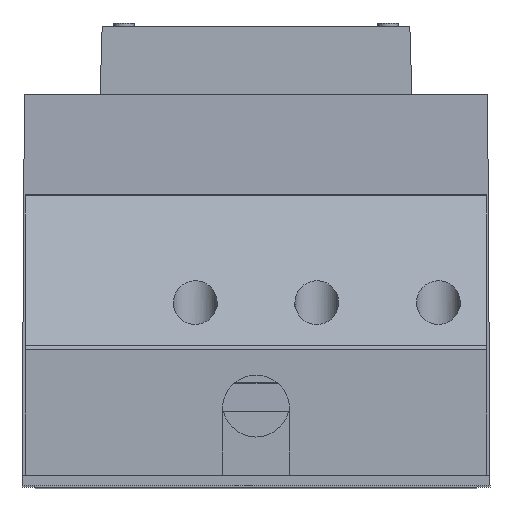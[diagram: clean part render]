
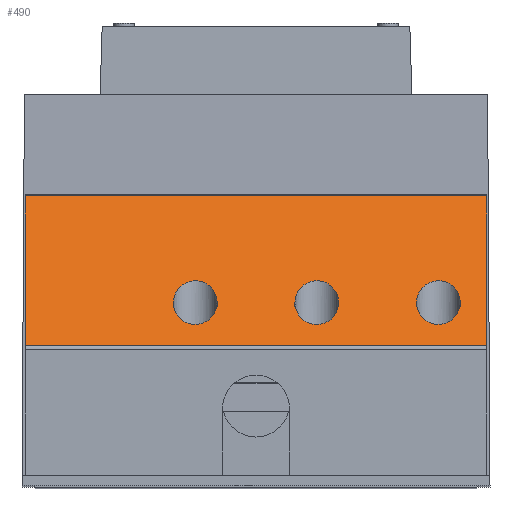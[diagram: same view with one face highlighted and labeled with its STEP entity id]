
A CAD part, top view. The second image highlights one B-rep face of the part: STEP entity #490.
In plain terms, the highlighted planar face has unit normal (0, 0.707, 0.707).
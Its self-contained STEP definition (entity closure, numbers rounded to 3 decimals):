
#2 = CARTESIAN_POINT ( 'NONE',  ( -6.4, -9.921, 67.792 ) ) ;
#316 =( BOUNDED_CURVE ( )  B_SPLINE_CURVE ( 3, ( #1814, #3696, #5821, #11434 ),
 .UNSPECIFIED., .F., .F. ) 
 B_SPLINE_CURVE_WITH_KNOTS ( ( 4, 4 ),
 ( 1.571, 4.712 ),
 .UNSPECIFIED. ) 
 CURVE ( )  GEOMETRIC_REPRESENTATION_ITEM ( )  RATIONAL_B_SPLINE_CURVE ( ( 1., 0.333, 0.333, 1. ) ) 
 REPRESENTATION_ITEM ( '' )  );
#336 = CARTESIAN_POINT ( 'NONE',  ( -13.6, -24.321, 82.192 ) ) ;
#490 = ADVANCED_FACE ( 'Defeature ausgef�hrt1_89', ( #8098, #3367, #10097, #4367 ), #1603, .F. ) ;
#689 = CARTESIAN_POINT ( 'NONE',  ( 6.4, -9.921, 67.792 ) ) ;
#947 = CARTESIAN_POINT ( 'NONE',  ( -38., 0.457, 57.415 ) ) ;
#1062 = EDGE_CURVE ( 'Defeature ausgef�hrt1_89+Defeature ausgef�hrt1_251+Defeature ausgef�hrt1_251+Defeature ausgef�hrt1_251', #11445, #1823, #5100, .T. ) ;
#1145 = CARTESIAN_POINT ( 'NONE',  ( -13.6, -17.121, 74.992 ) ) ;
#1225 = EDGE_LOOP ( 'NONE', ( #5043, #8535 ) ) ;
#1263 = CARTESIAN_POINT ( 'NONE',  ( 26.4, -17.121, 74.992 ) ) ;
#1396 = EDGE_CURVE ( 'Defeature ausgef�hrt1_89+Defeature ausgef�hrt1_256+Defeature ausgef�hrt1_256+Defeature ausgef�hrt1_256', #5832, #10881, #1659, .T. ) ;
#1576 = CARTESIAN_POINT ( 'NONE',  ( 38., -24.173, 82.045 ) ) ;
#1603 = PLANE ( 'NONE',  #7230 ) ;
#1635 = LINE ( 'NONE', #1576, #4580 ) ;
#1659 =( BOUNDED_CURVE ( )  B_SPLINE_CURVE ( 3, ( #12104, #2606, #2722, #6543 ),
 .UNSPECIFIED., .F., .F. ) 
 B_SPLINE_CURVE_WITH_KNOTS ( ( 4, 4 ),
 ( 1.571, 4.712 ),
 .UNSPECIFIED. ) 
 CURVE ( )  GEOMETRIC_REPRESENTATION_ITEM ( )  RATIONAL_B_SPLINE_CURVE ( ( 1., 0.333, 0.333, 1. ) ) 
 REPRESENTATION_ITEM ( '' )  );
#1770 = LINE ( 'NONE', #2644, #7972 ) ;
#1791 = ORIENTED_EDGE ( 'NONE', *, *, #10243, .T. ) ;
#1814 = CARTESIAN_POINT ( 'NONE',  ( 33.6, -17.121, 74.992 ) ) ;
#1823 = VERTEX_POINT ( 'NONE', #7284 ) ;
#1955 = ORIENTED_EDGE ( 'NONE', *, *, #1062, .T. ) ;
#2606 = CARTESIAN_POINT ( 'NONE',  ( 13.6, -24.321, 82.192 ) ) ;
#2625 = ORIENTED_EDGE ( 'NONE', *, *, #3387, .T. ) ;
#2644 = CARTESIAN_POINT ( 'NONE',  ( 38., 0.457, 57.415 ) ) ;
#2722 = CARTESIAN_POINT ( 'NONE',  ( 6.4, -24.321, 82.192 ) ) ;
#2992 = CARTESIAN_POINT ( 'NONE',  ( -13.6, -17.121, 74.992 ) ) ;
#3355 =( BOUNDED_CURVE ( )  B_SPLINE_CURVE ( 3, ( #5464, #9259, #7273, #4343 ),
 .UNSPECIFIED., .F., .F. ) 
 B_SPLINE_CURVE_WITH_KNOTS ( ( 4, 4 ),
 ( 4.712, 7.854 ),
 .UNSPECIFIED. ) 
 CURVE ( )  GEOMETRIC_REPRESENTATION_ITEM ( )  RATIONAL_B_SPLINE_CURVE ( ( 1., 0.333, 0.333, 1. ) ) 
 REPRESENTATION_ITEM ( '' )  );
#3367 = FACE_BOUND ( 'NONE', #1225, .T. ) ;
#3387 = EDGE_CURVE ( 'Defeature ausgef�hrt1_89+Defeature ausgef�hrt1_261+Defeature ausgef�hrt1_261+Defeature ausgef�hrt1_261', #4923, #10341, #316, .T. ) ;
#3568 = CARTESIAN_POINT ( 'NONE',  ( 13.6, -9.921, 67.792 ) ) ;
#3696 = CARTESIAN_POINT ( 'NONE',  ( 33.6, -24.321, 82.192 ) ) ;
#3705 = ORIENTED_EDGE ( 'NONE', *, *, #11856, .F. ) ;
#3749 =( BOUNDED_CURVE ( )  B_SPLINE_CURVE ( 3, ( #9290, #689, #3568, #10996 ),
 .UNSPECIFIED., .F., .F. ) 
 B_SPLINE_CURVE_WITH_KNOTS ( ( 4, 4 ),
 ( 4.712, 7.854 ),
 .UNSPECIFIED. ) 
 CURVE ( )  GEOMETRIC_REPRESENTATION_ITEM ( )  RATIONAL_B_SPLINE_CURVE ( ( 1., 0.333, 0.333, 1. ) ) 
 REPRESENTATION_ITEM ( '' )  );
#3807 = CARTESIAN_POINT ( 'NONE',  ( -6.4, -17.121, 74.992 ) ) ;
#3972 = EDGE_LOOP ( 'NONE', ( #5298, #3705, #7828, #1791 ) ) ;
#4022 = EDGE_LOOP ( 'NONE', ( #2625, #11633 ) ) ;
#4343 = CARTESIAN_POINT ( 'NONE',  ( 33.6, -17.121, 74.992 ) ) ;
#4367 = FACE_OUTER_BOUND ( 'NONE', #3972, .T. ) ;
#4451 = CARTESIAN_POINT ( 'NONE',  ( 13.6, -17.121, 74.992 ) ) ;
#4580 = VECTOR ( 'NONE', #5399, 1000. ) ;
#4923 = VERTEX_POINT ( 'NONE', #6287 ) ;
#5043 = ORIENTED_EDGE ( 'NONE', *, *, #1396, .T. ) ;
#5100 =( BOUNDED_CURVE ( )  B_SPLINE_CURVE ( 3, ( #2992, #8547, #2, #3807 ),
 .UNSPECIFIED., .F., .F. ) 
 B_SPLINE_CURVE_WITH_KNOTS ( ( 4, 4 ),
 ( 4.712, 7.854 ),
 .UNSPECIFIED. ) 
 CURVE ( )  GEOMETRIC_REPRESENTATION_ITEM ( )  RATIONAL_B_SPLINE_CURVE ( ( 1., 0.333, 0.333, 1. ) ) 
 REPRESENTATION_ITEM ( '' )  );
#5298 = ORIENTED_EDGE ( 'NONE', *, *, #8566, .T. ) ;
#5319 = LINE ( 'NONE', #8055, #6350 ) ;
#5399 = DIRECTION ( 'NONE',  ( 0., -0.707, 0.707 ) ) ;
#5464 = CARTESIAN_POINT ( 'NONE',  ( 26.4, -17.121, 74.992 ) ) ;
#5821 = CARTESIAN_POINT ( 'NONE',  ( 26.4, -24.321, 82.192 ) ) ;
#5832 = VERTEX_POINT ( 'NONE', #4451 ) ;
#5833 = CARTESIAN_POINT ( 'NONE',  ( -6.4, -17.121, 74.992 ) ) ;
#5844 = CARTESIAN_POINT ( 'NONE',  ( -38., -24.173, 82.045 ) ) ;
#6138 = EDGE_LOOP ( 'NONE', ( #7990, #1955 ) ) ;
#6222 = VECTOR ( 'NONE', #11311, 1000. ) ;
#6287 = CARTESIAN_POINT ( 'NONE',  ( 33.6, -17.121, 74.992 ) ) ;
#6350 = VECTOR ( 'NONE', #9121, 1000. ) ;
#6420 = CARTESIAN_POINT ( 'NONE',  ( 38., -24.173, 82.045 ) ) ;
#6543 = CARTESIAN_POINT ( 'NONE',  ( 6.4, -17.121, 74.992 ) ) ;
#6569 = EDGE_CURVE ( 'Defeature ausgef�hrt1_89+Defeature ausgef�hrt1_261+Defeature ausgef�hrt1_261+Defeature ausgef�hrt1_261', #10341, #4923, #3355, .T. ) ;
#7230 = AXIS2_PLACEMENT_3D ( 'NONE', #6420, #8168, #9099 ) ;
#7273 = CARTESIAN_POINT ( 'NONE',  ( 33.6, -9.921, 67.792 ) ) ;
#7284 = CARTESIAN_POINT ( 'NONE',  ( -6.4, -17.121, 74.992 ) ) ;
#7828 = ORIENTED_EDGE ( 'NONE', *, *, #10540, .F. ) ;
#7972 = VECTOR ( 'NONE', #9442, 1000. ) ;
#7990 = ORIENTED_EDGE ( 'NONE', *, *, #10369, .T. ) ;
#8055 = CARTESIAN_POINT ( 'NONE',  ( -38., -24.173, 82.045 ) ) ;
#8098 = FACE_BOUND ( 'NONE', #4022, .T. ) ;
#8168 = DIRECTION ( 'NONE',  ( 0., -0.707, -0.707 ) ) ;
#8325 = VERTEX_POINT ( 'NONE', #947 ) ;
#8444 =( BOUNDED_CURVE ( )  B_SPLINE_CURVE ( 3, ( #5833, #9633, #336, #1145 ),
 .UNSPECIFIED., .F., .F. ) 
 B_SPLINE_CURVE_WITH_KNOTS ( ( 4, 4 ),
 ( 1.571, 4.712 ),
 .UNSPECIFIED. ) 
 CURVE ( )  GEOMETRIC_REPRESENTATION_ITEM ( )  RATIONAL_B_SPLINE_CURVE ( ( 1., 0.333, 0.333, 1. ) ) 
 REPRESENTATION_ITEM ( '' )  );
#8535 = ORIENTED_EDGE ( 'NONE', *, *, #9248, .T. ) ;
#8547 = CARTESIAN_POINT ( 'NONE',  ( -13.6, -9.921, 67.792 ) ) ;
#8566 = EDGE_CURVE ( 'Defeature ausgef�hrt1_89+Defeature ausgef�hrt1_75+Defeature ausgef�hrt1_88+Defeature ausgef�hrt1_90', #8325, #9988, #5319, .T. ) ;
#8917 = CARTESIAN_POINT ( 'NONE',  ( 38., 0.457, 57.415 ) ) ;
#9099 = DIRECTION ( 'NONE',  ( 0., 0.707, -0.707 ) ) ;
#9121 = DIRECTION ( 'NONE',  ( 0., -0.707, 0.707 ) ) ;
#9248 = EDGE_CURVE ( 'Defeature ausgef�hrt1_89+Defeature ausgef�hrt1_256+Defeature ausgef�hrt1_256+Defeature ausgef�hrt1_256', #10881, #5832, #3749, .T. ) ;
#9259 = CARTESIAN_POINT ( 'NONE',  ( 26.4, -9.921, 67.792 ) ) ;
#9277 = CARTESIAN_POINT ( 'NONE',  ( 6.4, -17.121, 74.992 ) ) ;
#9290 = CARTESIAN_POINT ( 'NONE',  ( 6.4, -17.121, 74.992 ) ) ;
#9442 = DIRECTION ( 'NONE',  ( -1., 0., 0. ) ) ;
#9596 = VERTEX_POINT ( 'NONE', #8917 ) ;
#9633 = CARTESIAN_POINT ( 'NONE',  ( -6.4, -24.321, 82.192 ) ) ;
#9988 = VERTEX_POINT ( 'NONE', #5844 ) ;
#10097 = FACE_BOUND ( 'NONE', #6138, .T. ) ;
#10243 = EDGE_CURVE ( 'Defeature ausgef�hrt1_89+Defeature ausgef�hrt1_88+Defeature ausgef�hrt1_74+Defeature ausgef�hrt1_75', #9596, #8325, #1770, .T. ) ;
#10253 = LINE ( 'NONE', #10495, #6222 ) ;
#10341 = VERTEX_POINT ( 'NONE', #1263 ) ;
#10369 = EDGE_CURVE ( 'Defeature ausgef�hrt1_89+Defeature ausgef�hrt1_251+Defeature ausgef�hrt1_251+Defeature ausgef�hrt1_251', #1823, #11445, #8444, .T. ) ;
#10495 = CARTESIAN_POINT ( 'NONE',  ( 38., -24.173, 82.045 ) ) ;
#10540 = EDGE_CURVE ( 'Defeature ausgef�hrt1_74+Defeature ausgef�hrt1_89+Defeature ausgef�hrt1_88+Defeature ausgef�hrt1_90', #9596, #11584, #1635, .T. ) ;
#10881 = VERTEX_POINT ( 'NONE', #9277 ) ;
#10996 = CARTESIAN_POINT ( 'NONE',  ( 13.6, -17.121, 74.992 ) ) ;
#11311 = DIRECTION ( 'NONE',  ( -1., 0., 0. ) ) ;
#11434 = CARTESIAN_POINT ( 'NONE',  ( 26.4, -17.121, 74.992 ) ) ;
#11445 = VERTEX_POINT ( 'NONE', #12325 ) ;
#11584 = VERTEX_POINT ( 'NONE', #11639 ) ;
#11633 = ORIENTED_EDGE ( 'NONE', *, *, #6569, .T. ) ;
#11639 = CARTESIAN_POINT ( 'NONE',  ( 38., -24.173, 82.045 ) ) ;
#11856 = EDGE_CURVE ( 'Defeature ausgef�hrt1_90+Defeature ausgef�hrt1_89+Defeature ausgef�hrt1_74+Defeature ausgef�hrt1_75', #11584, #9988, #10253, .T. ) ;
#12104 = CARTESIAN_POINT ( 'NONE',  ( 13.6, -17.121, 74.992 ) ) ;
#12325 = CARTESIAN_POINT ( 'NONE',  ( -13.6, -17.121, 74.992 ) ) ;
